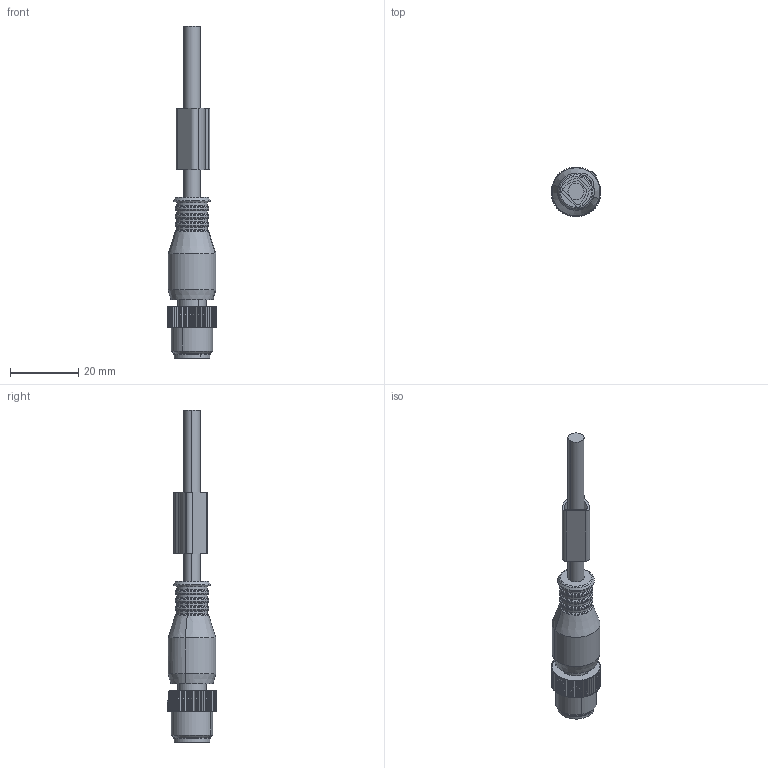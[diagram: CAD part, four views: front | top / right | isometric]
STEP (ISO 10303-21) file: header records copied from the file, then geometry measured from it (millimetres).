
FILE_DESCRIPTION(('CATIA V5 STEP Exchange','CAx-IF Rec.Pracs.--- Model Styling and Organization---1.4--- 2014-01-23'),'2;1');
FILE_NAME ('006559-1_0', '2021-03-29T06:06:13+00:00', ('none'), ('Weidmueller'), 'CATIA Version 5-6 Release 2016 SP3 HF44', 'CATIA V5 STEP AP214', 'none');
FILE_SCHEMA(('AUTOMOTIVE_DESIGN { 1 0 10303 214 1 1 1 1 }'));
Length unit declared in the file: millimetre
Products named in the file (1): 1108810150
Bounding box: 14.6 x 14.59 x 97 mm (x, y, z)
Volume: 6316.4 mm3; surface area: 6154.9 mm2
Topology: 9 solids, 9 shells, 601 faces, 1575 edges, 1012 vertices
Faces by surface type: plane 210, cylinder 191, cone 134, torus 58, sphere 8
Entity records: 17099 total; most frequent: CARTESIAN_POINT 3925, ORIENTED_EDGE 3134, DIRECTION 1968, EDGE_CURVE 1567, VERTEX_POINT 1012, AXIS2_PLACEMENT_3D 961, VECTOR 695, LINE 695
